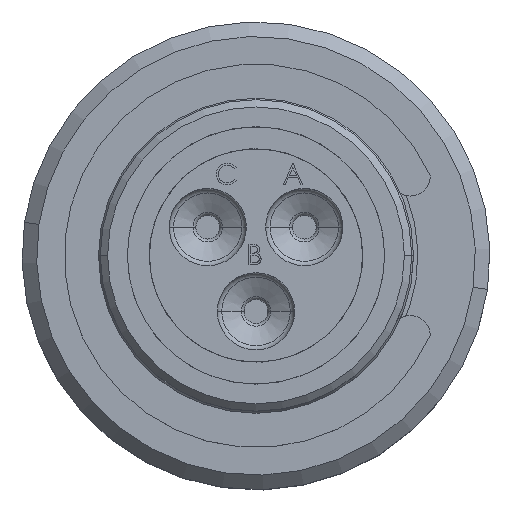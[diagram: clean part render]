
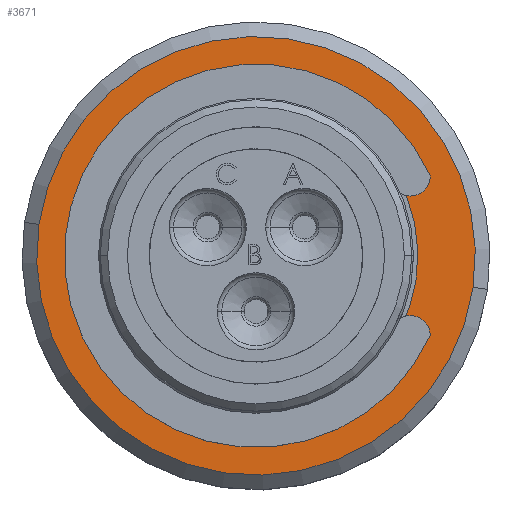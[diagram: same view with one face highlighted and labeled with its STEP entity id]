
A CAD part, top view. The second image highlights one B-rep face of the part: STEP entity #3671.
In plain terms, the highlighted planar face has unit normal (0, 0, 1).
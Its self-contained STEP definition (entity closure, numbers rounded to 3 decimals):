
#508 = DIRECTION ( 'NONE',  ( 0., 0., 1. ) ) ;
#802 = ORIENTED_EDGE ( 'NONE', *, *, #16167, .T. ) ;
#2587 = CIRCLE ( 'NONE', #5622, 5.535 ) ;
#2681 = ORIENTED_EDGE ( 'NONE', *, *, #13940, .T. ) ;
#2905 = CARTESIAN_POINT ( 'NONE',  ( 5.478, -0.793, -8.328 ) ) ;
#2940 = DIRECTION ( 'NONE',  ( -0.99, 0.143, 0. ) ) ;
#3348 = VERTEX_POINT ( 'NONE', #15156 ) ;
#3405 = DIRECTION ( 'NONE',  ( 0., 0., 1. ) ) ;
#3410 = DIRECTION ( 'NONE',  ( 0., 0., -1. ) ) ;
#3644 = AXIS2_PLACEMENT_3D ( 'NONE', #16004, #3410, #4879 ) ;
#3671 = ADVANCED_FACE ( 'NONE', ( #6134, #10080 ), #9119, .T. ) ;
#4879 = DIRECTION ( 'NONE',  ( 0.99, -0.143, 0. ) ) ;
#5144 = VERTEX_POINT ( 'NONE', #10299 ) ;
#5208 = EDGE_LOOP ( 'NONE', ( #802, #15449 ) ) ;
#5279 = AXIS2_PLACEMENT_3D ( 'NONE', #12661, #8529, #2940 ) ;
#5622 = AXIS2_PLACEMENT_3D ( 'NONE', #12138, #6665, #12267 ) ;
#6134 = FACE_BOUND ( 'NONE', #16716, .T. ) ;
#6605 = CARTESIAN_POINT ( 'NONE',  ( 0., 0., -8.328 ) ) ;
#6665 = DIRECTION ( 'NONE',  ( 0., 0., -1. ) ) ;
#7252 = VERTEX_POINT ( 'NONE', #9168 ) ;
#7569 = DIRECTION ( 'NONE',  ( -0.99, 0.143, 0. ) ) ;
#7910 = AXIS2_PLACEMENT_3D ( 'NONE', #6605, #3405, #13250 ) ;
#8205 = VERTEX_POINT ( 'NONE', #2905 ) ;
#8529 = DIRECTION ( 'NONE',  ( 0., 0., 1. ) ) ;
#9119 = PLANE ( 'NONE',  #7910 ) ;
#9168 = CARTESIAN_POINT ( 'NONE',  ( -7.423, 1.074, -8.328 ) ) ;
#9517 = CIRCLE ( 'NONE', #17368, 7.5 ) ;
#10080 = FACE_OUTER_BOUND ( 'NONE', #5208, .T. ) ;
#10299 = CARTESIAN_POINT ( 'NONE',  ( -5.478, 0.793, -8.328 ) ) ;
#11666 = EDGE_CURVE ( 'NONE', #7252, #3348, #17825, .T. ) ;
#11768 = CARTESIAN_POINT ( 'NONE',  ( 0., 0., -8.328 ) ) ;
#12138 = CARTESIAN_POINT ( 'NONE',  ( 0., 0., -8.328 ) ) ;
#12267 = DIRECTION ( 'NONE',  ( 0.99, -0.143, 0. ) ) ;
#12661 = CARTESIAN_POINT ( 'NONE',  ( 0., 0., -8.328 ) ) ;
#13250 = DIRECTION ( 'NONE',  ( -0.99, 0.143, 0. ) ) ;
#13830 = EDGE_CURVE ( 'NONE', #8205, #5144, #17693, .T. ) ;
#13940 = EDGE_CURVE ( 'NONE', #5144, #8205, #2587, .T. ) ;
#15156 = CARTESIAN_POINT ( 'NONE',  ( 7.423, -1.074, -8.328 ) ) ;
#15449 = ORIENTED_EDGE ( 'NONE', *, *, #11666, .T. ) ;
#16004 = CARTESIAN_POINT ( 'NONE',  ( 0., 0., -8.328 ) ) ;
#16167 = EDGE_CURVE ( 'NONE', #3348, #7252, #9517, .T. ) ;
#16716 = EDGE_LOOP ( 'NONE', ( #18032, #2681 ) ) ;
#17368 = AXIS2_PLACEMENT_3D ( 'NONE', #11768, #508, #7569 ) ;
#17693 = CIRCLE ( 'NONE', #3644, 5.535 ) ;
#17825 = CIRCLE ( 'NONE', #5279, 7.5 ) ;
#18032 = ORIENTED_EDGE ( 'NONE', *, *, #13830, .T. ) ;
